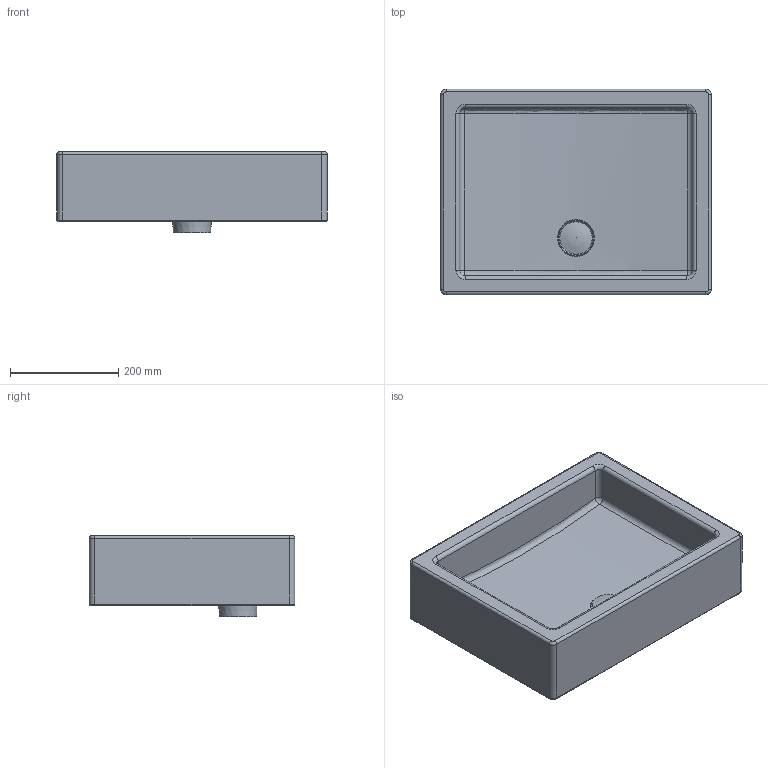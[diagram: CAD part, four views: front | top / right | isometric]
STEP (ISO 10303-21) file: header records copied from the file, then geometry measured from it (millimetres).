
FILE_DESCRIPTION((''),'2;1');
FILE_NAME('045550.stp','2007-10-05T14:48:24',('Huebner'),(''),'Autodesk Inventor 11','Autodesk Inventor 11','');
FILE_SCHEMA(('AUTOMOTIVE_DESIGN { 1 0 10303 214 1 1 1 1 }'));
Length unit declared in the file: millimetre
Products named in the file (4): 045550; Kelch; Stopfen
Assembly tree (3 placements, depth 2):
  045550
    045550
    Kelch
    Stopfen
Bounding box: 500 x 380 x 150 mm (x, y, z)
Volume: 11473739.6 mm3; surface area: 759221.9 mm2
Topology: 3 solids, 3 shells, 113 faces, 254 edges, 150 vertices
Faces by surface type: cylinder 47, plane 28, bspline 19, torus 16, cone 3
Full cylindrical faces by diameter (mm): 42 x1, 44 x1, 52 x1, 60 x1
Entity records: 5282 total; most frequent: CARTESIAN_POINT 2710, DIRECTION 562, ORIENTED_EDGE 486, EDGE_CURVE 243, AXIS2_PLACEMENT_3D 231, VERTEX_POINT 148, CIRCLE 130, EDGE_LOOP 129
